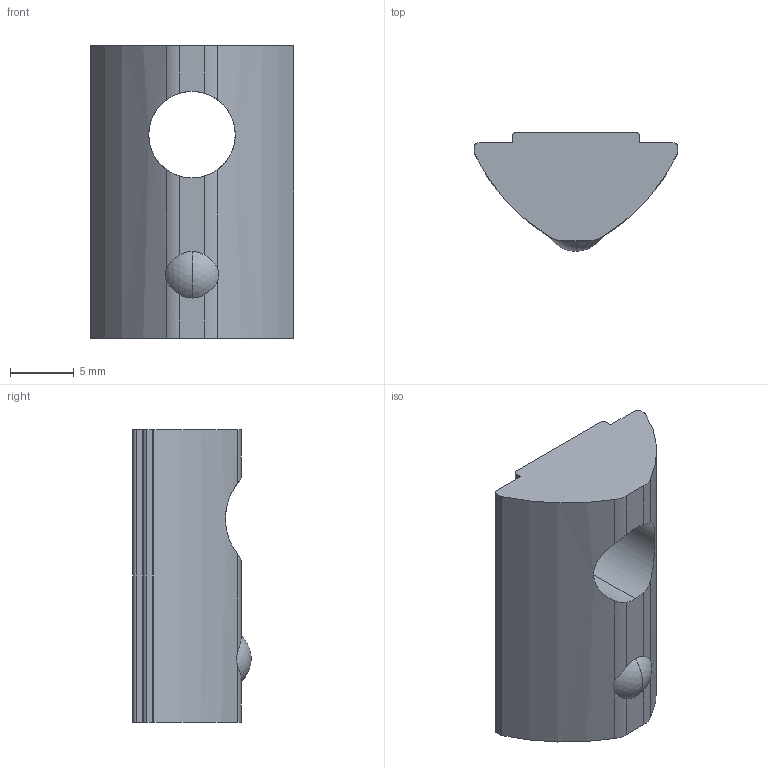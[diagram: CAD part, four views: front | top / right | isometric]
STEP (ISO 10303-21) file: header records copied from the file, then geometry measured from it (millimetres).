
FILE_DESCRIPTION (( 'STEP AP203' ), '1' );
FILE_NAME ('ALF-SNM8-16_10.step', '2024-08-09T12:46:57', ( '' ), ( '' ), 'SwSTEP 2.0', 'SolidWorks 2022', '' );
FILE_SCHEMA (( 'CONFIG_CONTROL_DESIGN' ));
Length unit declared in the file: millimetre
Products named in the file (1): ALF-SNM8-16_10
Bounding box: 16 x 9.3 x 23 mm (x, y, z)
Volume: 1907.4 mm3; surface area: 1222.9 mm2
Topology: 1 solids, 1 shells, 32 faces, 92 edges, 61 vertices
Faces by surface type: cylinder 16, plane 12, sphere 2, cone 2
Entity records: 1223 total; most frequent: CARTESIAN_POINT 290, ORIENTED_EDGE 184, DIRECTION 180, EDGE_CURVE 92, AXIS2_PLACEMENT_3D 67, VERTEX_POINT 61, LINE 46, VECTOR 46
